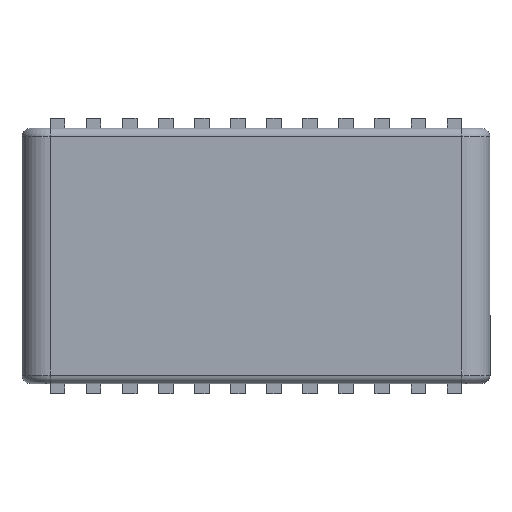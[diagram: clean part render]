
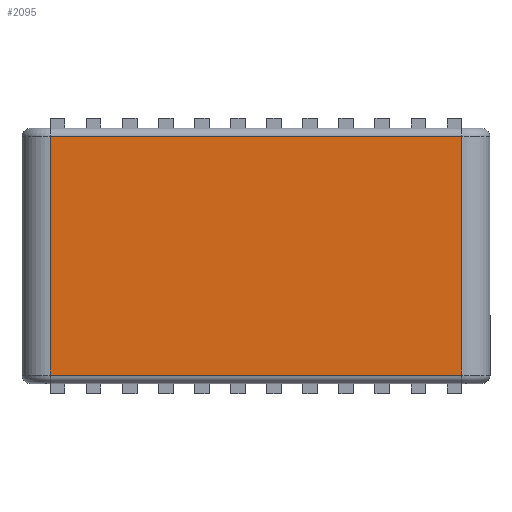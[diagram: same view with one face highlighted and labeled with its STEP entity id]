
A CAD part, top view. The second image highlights one B-rep face of the part: STEP entity #2095.
In plain terms, the highlighted planar face has unit normal (0, 0, 1).
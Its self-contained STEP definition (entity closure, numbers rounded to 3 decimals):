
#14 = CARTESIAN_POINT ( 'NONE',  ( -7.25, 4.2, 2.5 ) ) ;
#390 = LINE ( 'NONE', #820, #1163 ) ;
#453 = EDGE_CURVE ( 'NONE', #4681, #5404, #4635, .T. ) ;
#498 = EDGE_CURVE ( 'NONE', #2853, #1568, #1701, .T. ) ;
#610 = ORIENTED_EDGE ( 'NONE', *, *, #4534, .T. ) ;
#657 = ORIENTED_EDGE ( 'NONE', *, *, #498, .T. ) ;
#820 = CARTESIAN_POINT ( 'NONE',  ( 7.25, 4.5, 2.5 ) ) ;
#837 = CARTESIAN_POINT ( 'NONE',  ( -7.25, -4.2, 2.5 ) ) ;
#1163 = VECTOR ( 'NONE', #2059, 1000. ) ;
#1177 = CARTESIAN_POINT ( 'NONE',  ( 7.25, -4.2, 2.5 ) ) ;
#1257 = CARTESIAN_POINT ( 'NONE',  ( -7.25, -4.5, 2.5 ) ) ;
#1316 = LINE ( 'NONE', #1257, #2769 ) ;
#1352 = EDGE_LOOP ( 'NONE', ( #610, #1574, #3738, #657 ) ) ;
#1568 = VERTEX_POINT ( 'NONE', #1177 ) ;
#1574 = ORIENTED_EDGE ( 'NONE', *, *, #453, .T. ) ;
#1701 = LINE ( 'NONE', #3833, #3248 ) ;
#1762 = DIRECTION ( 'NONE',  ( 0., -1., 0. ) ) ;
#2059 = DIRECTION ( 'NONE',  ( 0., 1., 0. ) ) ;
#2095 = ADVANCED_FACE ( 'NONE', ( #4892 ), #5256, .T. ) ;
#2121 = CARTESIAN_POINT ( 'NONE',  ( -7.25, 4.2, 2.5 ) ) ;
#2263 = DIRECTION ( 'NONE',  ( 1., 0., 0. ) ) ;
#2769 = VECTOR ( 'NONE', #1762, 1000. ) ;
#2853 = VERTEX_POINT ( 'NONE', #837 ) ;
#3151 = DIRECTION ( 'NONE',  ( 0., 0., 1. ) ) ;
#3248 = VECTOR ( 'NONE', #3403, 1000. ) ;
#3403 = DIRECTION ( 'NONE',  ( 1., 0., 0. ) ) ;
#3423 = CARTESIAN_POINT ( 'NONE',  ( 7.25, 4.2, 2.5 ) ) ;
#3738 = ORIENTED_EDGE ( 'NONE', *, *, #5400, .T. ) ;
#3833 = CARTESIAN_POINT ( 'NONE',  ( 7.25, -4.2, 2.5 ) ) ;
#4174 = AXIS2_PLACEMENT_3D ( 'NONE', #4368, #3151, #2263 ) ;
#4245 = DIRECTION ( 'NONE',  ( -1., 0., 0. ) ) ;
#4368 = CARTESIAN_POINT ( 'NONE',  ( 0., 0., 2.5 ) ) ;
#4534 = EDGE_CURVE ( 'NONE', #1568, #4681, #390, .T. ) ;
#4635 = LINE ( 'NONE', #14, #4959 ) ;
#4681 = VERTEX_POINT ( 'NONE', #3423 ) ;
#4892 = FACE_OUTER_BOUND ( 'NONE', #1352, .T. ) ;
#4959 = VECTOR ( 'NONE', #4245, 1000. ) ;
#5256 = PLANE ( 'NONE',  #4174 ) ;
#5400 = EDGE_CURVE ( 'NONE', #5404, #2853, #1316, .T. ) ;
#5404 = VERTEX_POINT ( 'NONE', #2121 ) ;
